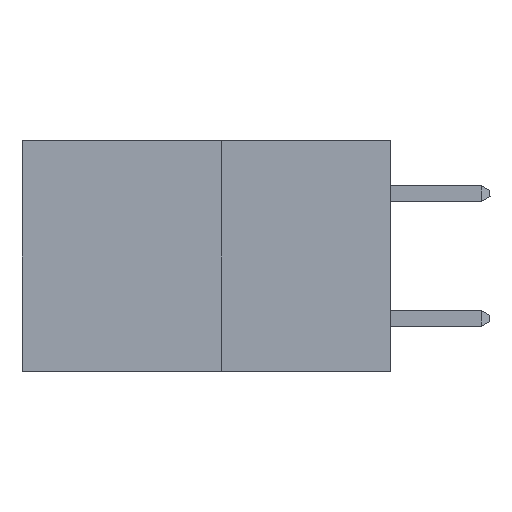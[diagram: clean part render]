
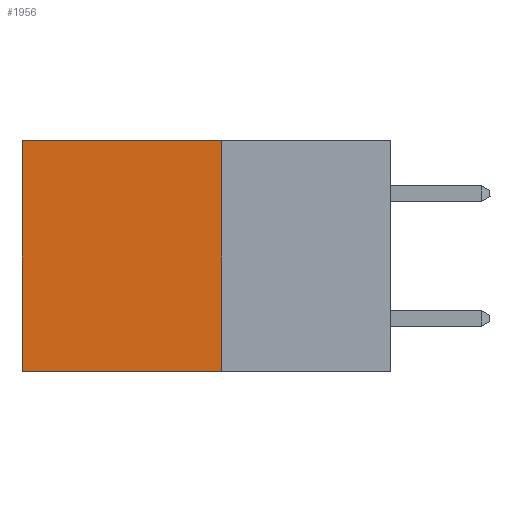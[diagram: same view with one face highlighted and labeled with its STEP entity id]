
A CAD part, left-side view. The second image highlights one B-rep face of the part: STEP entity #1956.
In plain terms, the highlighted planar face has unit normal (-1, 0, 0).
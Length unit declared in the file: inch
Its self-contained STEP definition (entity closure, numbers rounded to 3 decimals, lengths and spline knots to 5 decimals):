
#418 = VECTOR ( 'NONE', #11063, 39.37008 ) ;
#636 = ORIENTED_EDGE ( 'NONE', *, *, #15026, .F. ) ;
#650 = VECTOR ( 'NONE', #14699, 39.37008 ) ;
#785 = CARTESIAN_POINT ( 'NONE',  ( 0.277, 0.59, -0.37 ) ) ;
#975 = CARTESIAN_POINT ( 'NONE',  ( 0.277, 0.27, -0.37 ) ) ;
#1231 = VERTEX_POINT ( 'NONE', #2196 ) ;
#1412 = ORIENTED_EDGE ( 'NONE', *, *, #8957, .T. ) ;
#1956 = ADVANCED_FACE ( 'NONE', ( #10736 ), #15577, .F. ) ;
#1993 = VECTOR ( 'NONE', #4563, 39.37008 ) ;
#2058 = CARTESIAN_POINT ( 'NONE',  ( 0.277, 0.59, -0.37 ) ) ;
#2196 = CARTESIAN_POINT ( 'NONE',  ( 0.277, 0.27, -0.37 ) ) ;
#3213 = ORIENTED_EDGE ( 'NONE', *, *, #14945, .T. ) ;
#3980 = CARTESIAN_POINT ( 'NONE',  ( 0.277, 0.59, 0. ) ) ;
#4219 = VERTEX_POINT ( 'NONE', #3980 ) ;
#4563 = DIRECTION ( 'NONE',  ( 0., 1., 0. ) ) ;
#4742 = CARTESIAN_POINT ( 'NONE',  ( 0.277, 0.27, -0.37 ) ) ;
#5570 = CARTESIAN_POINT ( 'NONE',  ( 0.277, 0.27, 0. ) ) ;
#5707 = AXIS2_PLACEMENT_3D ( 'NONE', #4742, #7400, #11120 ) ;
#6834 = CARTESIAN_POINT ( 'NONE',  ( 0.277, 0.27, 0. ) ) ;
#7369 = LINE ( 'NONE', #5570, #650 ) ;
#7400 = DIRECTION ( 'NONE',  ( 1., 0., 0. ) ) ;
#7548 = LINE ( 'NONE', #975, #418 ) ;
#8742 = VECTOR ( 'NONE', #9640, 39.37008 ) ;
#8957 = EDGE_CURVE ( 'NONE', #13542, #4219, #7369, .T. ) ;
#9640 = DIRECTION ( 'NONE',  ( 0., 0., -1. ) ) ;
#10736 = FACE_OUTER_BOUND ( 'NONE', #11297, .T. ) ;
#11063 = DIRECTION ( 'NONE',  ( 0., 0., -1. ) ) ;
#11120 = DIRECTION ( 'NONE',  ( 0., 0., -1. ) ) ;
#11297 = EDGE_LOOP ( 'NONE', ( #3213, #13218, #636, #1412 ) ) ;
#12038 = LINE ( 'NONE', #15674, #1993 ) ;
#13218 = ORIENTED_EDGE ( 'NONE', *, *, #14917, .F. ) ;
#13542 = VERTEX_POINT ( 'NONE', #6834 ) ;
#14699 = DIRECTION ( 'NONE',  ( 0., 1., 0. ) ) ;
#14915 = LINE ( 'NONE', #2058, #8742 ) ;
#14917 = EDGE_CURVE ( 'NONE', #1231, #15571, #12038, .T. ) ;
#14945 = EDGE_CURVE ( 'NONE', #4219, #15571, #14915, .T. ) ;
#15026 = EDGE_CURVE ( 'NONE', #13542, #1231, #7548, .T. ) ;
#15571 = VERTEX_POINT ( 'NONE', #785 ) ;
#15577 = PLANE ( 'NONE',  #5707 ) ;
#15674 = CARTESIAN_POINT ( 'NONE',  ( 0.277, 0.27, -0.37 ) ) ;
